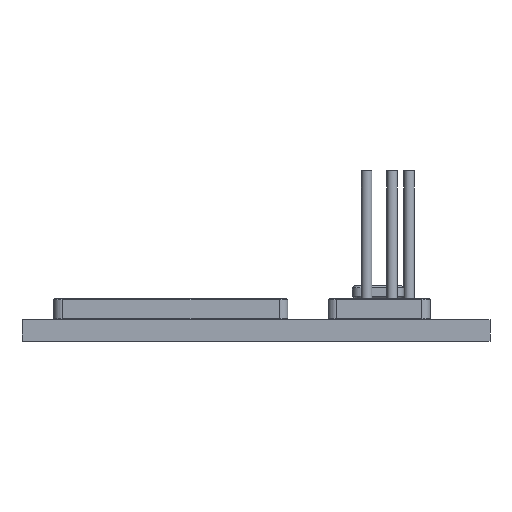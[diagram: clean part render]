
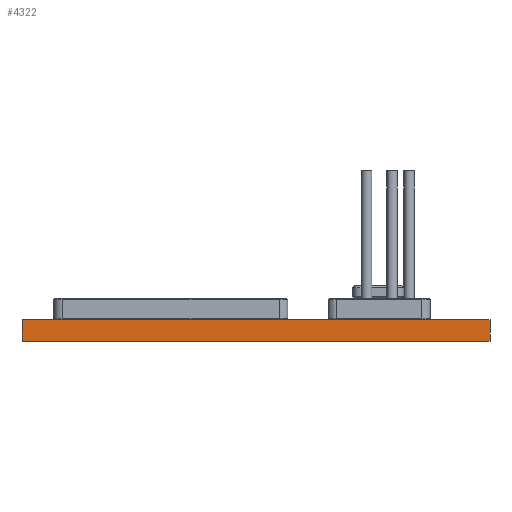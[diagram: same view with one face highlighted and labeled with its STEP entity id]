
A CAD part, left-side view. The second image highlights one B-rep face of the part: STEP entity #4322.
In plain terms, the highlighted planar face has unit normal (-1, 0, 0).
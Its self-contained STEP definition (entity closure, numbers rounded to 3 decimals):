
#281=PLANE('',#4737);
#418=FACE_OUTER_BOUND('',#702,.T.);
#702=EDGE_LOOP('',(#3095,#3096,#3097,#3098));
#1072=LINE('',#6850,#1426);
#1075=LINE('',#6856,#1429);
#1076=LINE('',#6858,#1430);
#1077=LINE('',#6859,#1431);
#1426=VECTOR('',#5395,1000.);
#1429=VECTOR('',#5400,1000.);
#1430=VECTOR('',#5401,1000.);
#1431=VECTOR('',#5402,1000.);
#2059=VERTEX_POINT('',#6846);
#2061=VERTEX_POINT('',#6849);
#2063=VERTEX_POINT('',#6855);
#2064=VERTEX_POINT('',#6857);
#2458=EDGE_CURVE('',#2061,#2059,#1072,.T.);
#2461=EDGE_CURVE('',#2059,#2063,#1075,.T.);
#2462=EDGE_CURVE('',#2064,#2063,#1076,.T.);
#2463=EDGE_CURVE('',#2061,#2064,#1077,.T.);
#3095=ORIENTED_EDGE('',*,*,#2461,.T.);
#3096=ORIENTED_EDGE('',*,*,#2462,.F.);
#3097=ORIENTED_EDGE('',*,*,#2463,.F.);
#3098=ORIENTED_EDGE('',*,*,#2458,.T.);
#4322=ADVANCED_FACE('',(#418),#281,.F.);
#4737=AXIS2_PLACEMENT_3D('',#6854,#5398,#5399);
#5395=DIRECTION('',(0.,0.,-1.));
#5398=DIRECTION('center_axis',(1.,0.,0.));
#5399=DIRECTION('ref_axis',(0.,1.,0.));
#5400=DIRECTION('',(0.,-1.,0.));
#5401=DIRECTION('',(0.,0.,-1.));
#5402=DIRECTION('',(0.,-1.,0.));
#6846=CARTESIAN_POINT('',(-110.,110.,0.));
#6849=CARTESIAN_POINT('',(-110.,110.,10.));
#6850=CARTESIAN_POINT('',(-110.,110.,10.));
#6854=CARTESIAN_POINT('Origin',(-110.,0.,10.));
#6855=CARTESIAN_POINT('',(-110.,-110.,0.));
#6856=CARTESIAN_POINT('',(-110.,0.,0.));
#6857=CARTESIAN_POINT('',(-110.,-110.,10.));
#6858=CARTESIAN_POINT('',(-110.,-110.,10.));
#6859=CARTESIAN_POINT('',(-110.,0.,10.));
